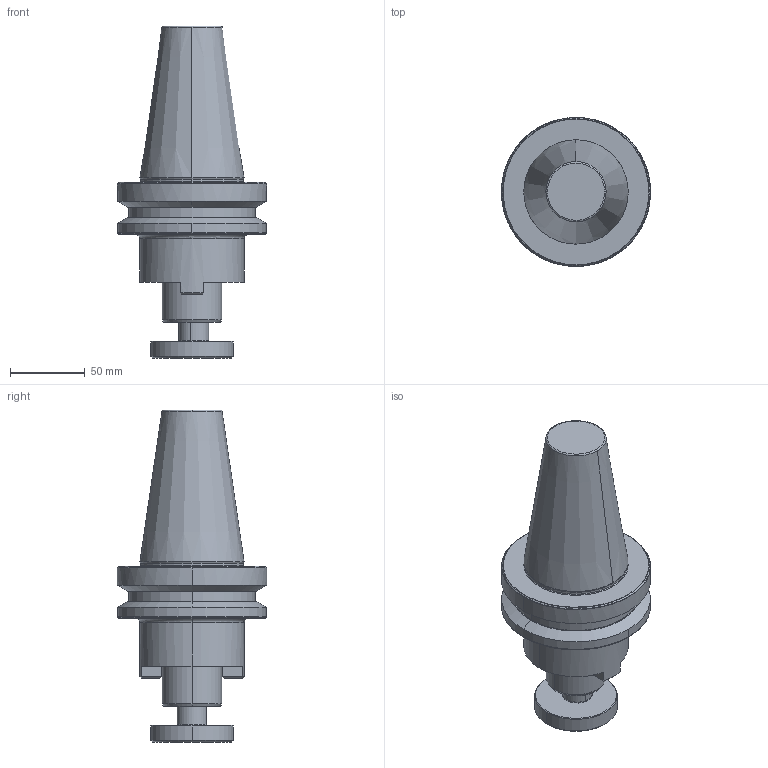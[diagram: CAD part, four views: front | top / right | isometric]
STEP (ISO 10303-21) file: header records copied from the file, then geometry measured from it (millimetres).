
FILE_DESCRIPTION (( 'STEP AP203' ), '1' );
FILE_NAME ('BT50 CSMA40 070 AD-6.3G 15000 SL SP.S.STEP', '2019-05-28T05:28:18', ( '' ), ( '' ), 'SwSTEP 2.0', 'SolidWorks 2014', '' );
FILE_SCHEMA (( 'CONFIG_CONTROL_DESIGN' ));
Length unit declared in the file: millimetre
Products named in the file (1): BT50 CSMA40 070 AD-6.3G 15000 SL SP.S
Bounding box: 100 x 100 x 222.68 mm (x, y, z)
Volume: 701597.4 mm3; surface area: 62094.4 mm2
Topology: 1 solids, 2 shells, 88 faces, 206 edges, 127 vertices
Faces by surface type: cone 27, plane 20, cylinder 19, bspline 16, torus 6
Entity records: 3363 total; most frequent: CARTESIAN_POINT 1378, ORIENTED_EDGE 408, DIRECTION 398, EDGE_CURVE 204, AXIS2_PLACEMENT_3D 171, VERTEX_POINT 127, CIRCLE 98, EDGE_LOOP 95
